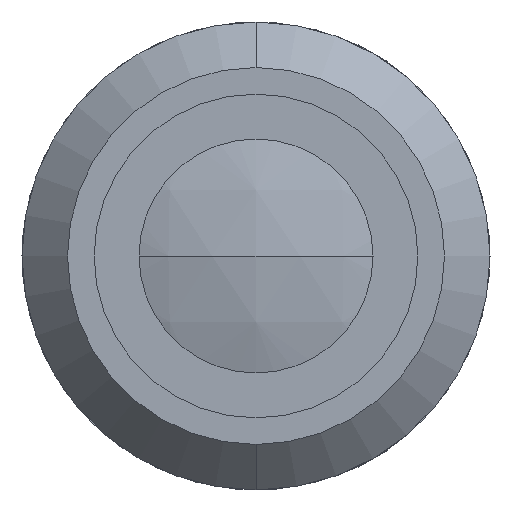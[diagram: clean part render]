
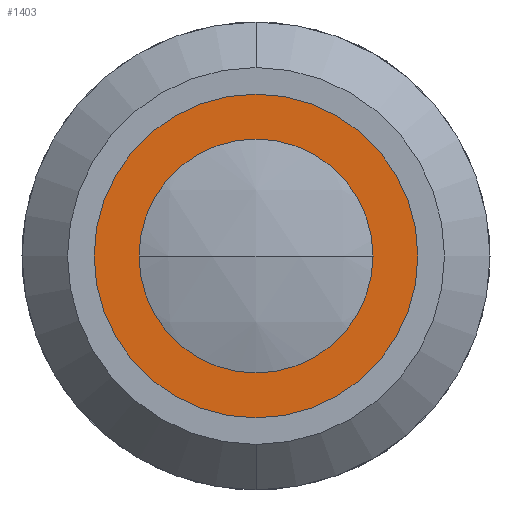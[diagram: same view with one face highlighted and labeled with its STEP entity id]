
A CAD part, left-side view. The second image highlights one B-rep face of the part: STEP entity #1403.
In plain terms, the highlighted planar face has unit normal (-1, 0, 0).
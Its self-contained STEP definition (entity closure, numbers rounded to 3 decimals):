
#57 = DIRECTION ( 'NONE',  ( 0., 0., 1. ) ) ;
#183 = PLANE ( 'NONE',  #943 ) ;
#245 = EDGE_LOOP ( 'NONE', ( #1667, #2312 ) ) ;
#304 = CARTESIAN_POINT ( 'NONE',  ( 3.5, 0., -13.2 ) ) ;
#381 = CIRCLE ( 'NONE', #739, 13.2 ) ;
#485 = ORIENTED_EDGE ( 'NONE', *, *, #956, .T. ) ;
#487 = CIRCLE ( 'NONE', #1056, 9. ) ;
#552 = VERTEX_POINT ( 'NONE', #3195 ) ;
#614 = DIRECTION ( 'NONE',  ( -1., 0., 0. ) ) ;
#635 = AXIS2_PLACEMENT_3D ( 'NONE', #1214, #614, #1576 ) ;
#739 = AXIS2_PLACEMENT_3D ( 'NONE', #3752, #2640, #2018 ) ;
#793 = CARTESIAN_POINT ( 'NONE',  ( 3.5, 0., 13.2 ) ) ;
#895 = DIRECTION ( 'NONE',  ( 0., 0., 1. ) ) ;
#943 = AXIS2_PLACEMENT_3D ( 'NONE', #1537, #2239, #2906 ) ;
#956 = EDGE_CURVE ( 'NONE', #4285, #2630, #2913, .T. ) ;
#973 = EDGE_CURVE ( 'NONE', #1363, #552, #487, .T. ) ;
#1056 = AXIS2_PLACEMENT_3D ( 'NONE', #3983, #1476, #895 ) ;
#1214 = CARTESIAN_POINT ( 'NONE',  ( 3.5, 0., 0. ) ) ;
#1341 = AXIS2_PLACEMENT_3D ( 'NONE', #2403, #2424, #57 ) ;
#1363 = VERTEX_POINT ( 'NONE', #2192 ) ;
#1403 = ADVANCED_FACE ( 'NONE', ( #3251, #3907 ), #183, .F. ) ;
#1476 = DIRECTION ( 'NONE',  ( -1., 0., 0. ) ) ;
#1537 = CARTESIAN_POINT ( 'NONE',  ( 3.5, 13.2, 0. ) ) ;
#1576 = DIRECTION ( 'NONE',  ( 0., 0., 1. ) ) ;
#1667 = ORIENTED_EDGE ( 'NONE', *, *, #3428, .F. ) ;
#2018 = DIRECTION ( 'NONE',  ( 0., 0., 1. ) ) ;
#2192 = CARTESIAN_POINT ( 'NONE',  ( 3.5, 0., -9. ) ) ;
#2239 = DIRECTION ( 'NONE',  ( 1., 0., 0. ) ) ;
#2312 = ORIENTED_EDGE ( 'NONE', *, *, #973, .F. ) ;
#2403 = CARTESIAN_POINT ( 'NONE',  ( 3.5, 0., 0. ) ) ;
#2405 = EDGE_LOOP ( 'NONE', ( #485, #4142 ) ) ;
#2424 = DIRECTION ( 'NONE',  ( -1., 0., 0. ) ) ;
#2630 = VERTEX_POINT ( 'NONE', #304 ) ;
#2640 = DIRECTION ( 'NONE',  ( -1., 0., 0. ) ) ;
#2746 = EDGE_CURVE ( 'NONE', #2630, #4285, #381, .T. ) ;
#2906 = DIRECTION ( 'NONE',  ( 0., 0., -1. ) ) ;
#2913 = CIRCLE ( 'NONE', #1341, 13.2 ) ;
#3195 = CARTESIAN_POINT ( 'NONE',  ( 3.5, 0., 9. ) ) ;
#3251 = FACE_BOUND ( 'NONE', #245, .T. ) ;
#3428 = EDGE_CURVE ( 'NONE', #552, #1363, #4091, .T. ) ;
#3752 = CARTESIAN_POINT ( 'NONE',  ( 3.5, 0., 0. ) ) ;
#3907 = FACE_OUTER_BOUND ( 'NONE', #2405, .T. ) ;
#3983 = CARTESIAN_POINT ( 'NONE',  ( 3.5, 0., 0. ) ) ;
#4091 = CIRCLE ( 'NONE', #635, 9. ) ;
#4142 = ORIENTED_EDGE ( 'NONE', *, *, #2746, .T. ) ;
#4285 = VERTEX_POINT ( 'NONE', #793 ) ;
